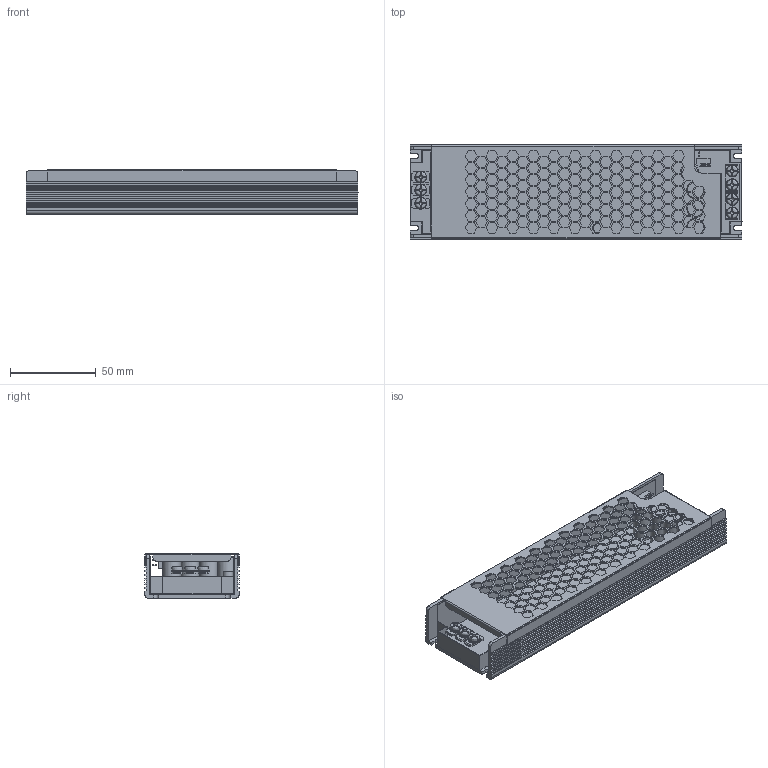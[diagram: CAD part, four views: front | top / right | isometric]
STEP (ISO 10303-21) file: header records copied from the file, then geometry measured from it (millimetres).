
FILE_DESCRIPTION(/* description */ ('STEP AP214'),/* implementation_level */ '2;1');
FILE_NAME(/* name */ 'MeanWellUHP200.step',/* time_stamp */ '2024-08-27T16:09:02+08:00',/* author */ (''),/* organization */ (''),/* preprocessor_version */ 'ST-DEVELOPER v20',/* originating_system */ 'Autodesk Translation Framework v13.14.0.145',/* authorisation */ '');
FILE_SCHEMA (('AUTOMOTIVE_DESIGN { 1 0 10303 214 3 1 1 }'));
Length unit declared in the file: millimetre
Products named in the file (1): MeanWellUHP200
Bounding box: 193.97 x 55 x 26 mm (x, y, z)
Volume: 66745.8 mm3; surface area: 103721.1 mm2
Topology: 27 solids, 27 shells, 1351 faces, 3893 edges, 2596 vertices
Faces by surface type: plane 1224, cylinder 61, bspline 45, cone 21
Full cylindrical faces by diameter (mm): 5.835 x1, 7.294 x1, 10.433 x4
Entity records: 46804 total; most frequent: CARTESIAN_POINT 10886, ORIENTED_EDGE 7786, DIRECTION 6599, EDGE_CURVE 3893, LINE 3501, VECTOR 3501, VERTEX_POINT 2596, EDGE_LOOP 1655
